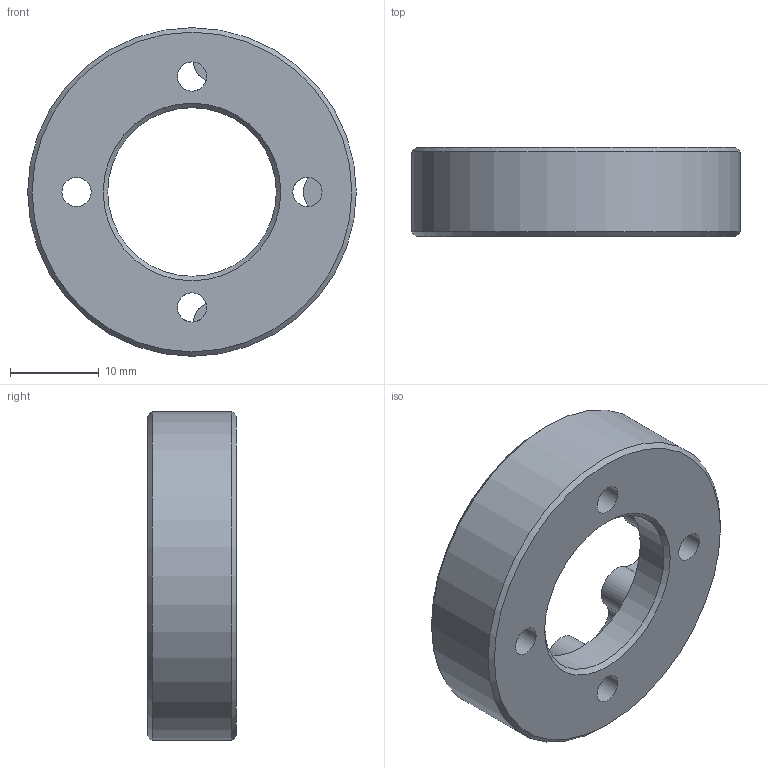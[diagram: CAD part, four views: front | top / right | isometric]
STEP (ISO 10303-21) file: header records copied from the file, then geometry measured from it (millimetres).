
FILE_DESCRIPTION(/* description */ (''),/* implementation_level */ '2;1');
FILE_NAME(/* name */ 'rotor_lite_V2.stp',/* time_stamp */ '2021-10-28T09:46:11+02:00',/* author */ ('Teo'),/* organization */ (''),/* preprocessor_version */ 'ST-DEVELOPER v18.1',/* originating_system */ 'Autodesk Inventor 2022',/* authorisation */ '');
FILE_SCHEMA (('AUTOMOTIVE_DESIGN { 1 0 10303 214 3 1 1 }'));
Length unit declared in the file: millimetre
Products named in the file (1): rotor_lite_V2
Bounding box: 37 x 10 x 37 mm (x, y, z)
Volume: 5267.7 mm3; surface area: 3845 mm2
Topology: 1 solids, 1 shells, 51 faces, 146 edges, 95 vertices
Faces by surface type: cylinder 42, plane 6, cone 3
Full cylindrical faces by diameter (mm): 3.3 x4, 19 x1, 37 x1
Entity records: 1798 total; most frequent: DIRECTION 351, CARTESIAN_POINT 293, ORIENTED_EDGE 292, AXIS2_PLACEMENT_3D 153, EDGE_CURVE 146, CIRCLE 101, VERTEX_POINT 95, EDGE_LOOP 59
